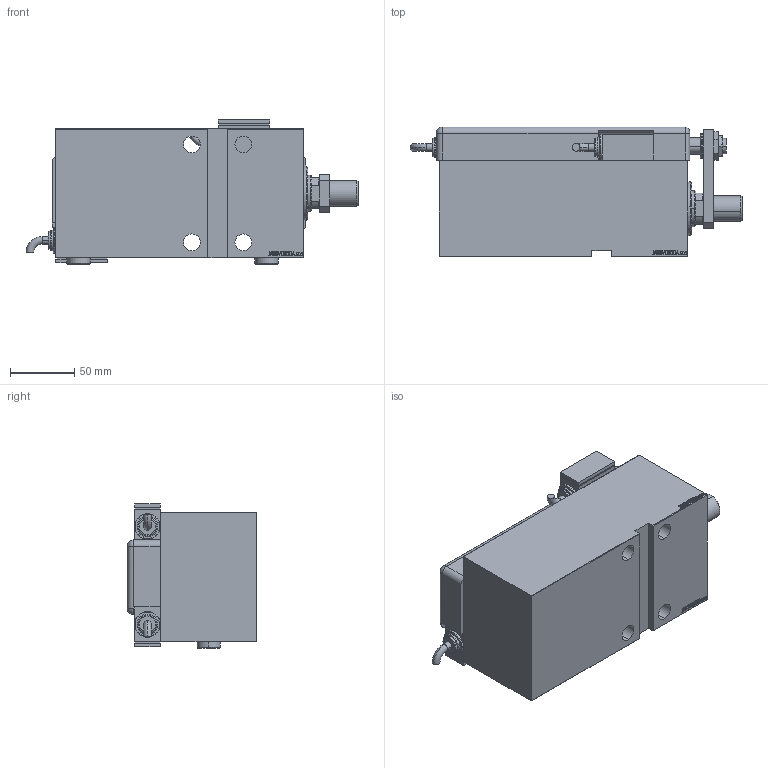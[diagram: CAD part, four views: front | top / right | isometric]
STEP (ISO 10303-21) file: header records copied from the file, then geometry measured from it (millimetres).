
FILE_DESCRIPTION (( 'STEP AP203' ), '1' );
FILE_NAME ('c9c6.STEP', '2024-02-12T13:58:21', ( '' ), ( '' ), 'SwSTEP 2.0', 'SolidWorks 2019', '' );
FILE_SCHEMA (( 'CONFIG_CONTROL_DESIGN' ));
Length unit declared in the file: millimetre
Products named in the file (15): TYC efee039beda78d477634998c5613053e; SWITCH DIM A_G efee039beda78d477634998c5613053e; MAGNETIC SWITCH Q efee039beda78d477634998c5613053e; V450CM_G_VCP efee039beda78d477634998c5613053e; V450CM_VC_G efee039beda78d477634998c5613053e; KRYT efee039beda78d477634998c5613053e; Zatka_OIL_PORT efee039beda78d477634998c5613053e; V450CM_MALE_METRIC efee039beda78d477634998c5613053e; SWITCH_Q_FRONT_BACK efee039beda78d477634998c5613053e; c9c6; ZARAZKA_Q efee039beda78d477634998c5613053e; NUT_D13 efee039beda78d477634998c5613053e; NUT_D19 efee039beda78d477634998c5613053e; V450CM_G_Body efee039beda78d477634998c5613053e; SWITCH Q efee039beda78d477634998c5613053e
Assembly tree (16 placements, depth 3):
  c9c6
    V450CM_G_Body efee039beda78d477634998c5613053e
    V450CM_G_VCP efee039beda78d477634998c5613053e
    V450CM_VC_G efee039beda78d477634998c5613053e
    MAGNETIC SWITCH Q efee039beda78d477634998c5613053e
      SWITCH_Q_FRONT_BACK efee039beda78d477634998c5613053e
      TYC efee039beda78d477634998c5613053e
      ZARAZKA_Q efee039beda78d477634998c5613053e
      SWITCH DIM A_G efee039beda78d477634998c5613053e
      NUT_D19 efee039beda78d477634998c5613053e
      NUT_D13 efee039beda78d477634998c5613053e
      KRYT efee039beda78d477634998c5613053e
      SWITCH Q efee039beda78d477634998c5613053e  x2
    V450CM_MALE_METRIC efee039beda78d477634998c5613053e
    Zatka_OIL_PORT efee039beda78d477634998c5613053e  x2
Bounding box: 257.76 x 100.8 x 111.9 mm (x, y, z)
Volume: 1409784.6 mm3; surface area: 241011.6 mm2
Topology: 16 solids, 16 shells, 1294 faces, 3260 edges, 2147 vertices
Faces by surface type: plane 652, bspline 471, cylinder 115, cone 30, torus 24, sphere 2
Entity records: 60009 total; most frequent: CARTESIAN_POINT 31567, ORIENTED_EDGE 6244, DIRECTION 4008, EDGE_CURVE 3122, VERTEX_POINT 2063, LINE 1876, VECTOR 1876, EDGE_LOOP 1407
